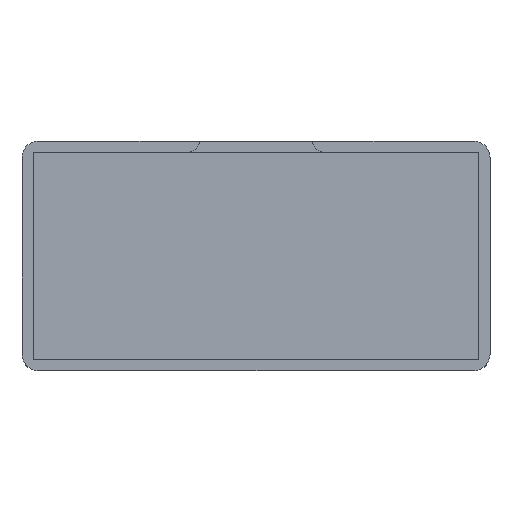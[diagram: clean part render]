
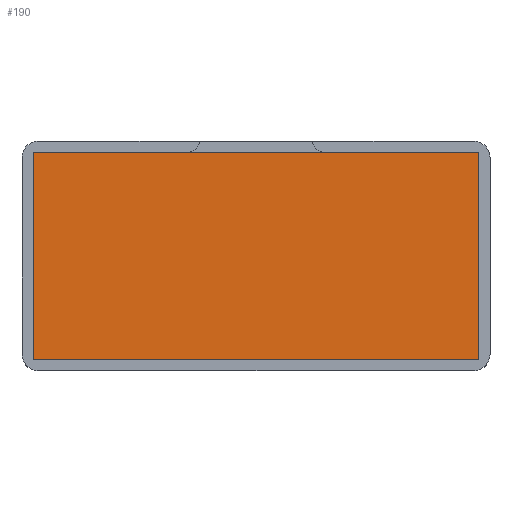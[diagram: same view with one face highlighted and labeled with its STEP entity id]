
A CAD part, top view. The second image highlights one B-rep face of the part: STEP entity #190.
In plain terms, the highlighted planar face has unit normal (0, 0, 1).
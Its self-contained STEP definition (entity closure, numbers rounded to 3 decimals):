
#63=CARTESIAN_POINT('Vertex',(40.25,-18.75,0.45)) ;
#77=CARTESIAN_POINT('Vertex',(40.25,18.75,0.45)) ;
#80=CARTESIAN_POINT('Line Origine',(40.25,0.,0.45)) ;
#160=CARTESIAN_POINT('Axis2P3D Location',(0.,0.,0.45)) ;
#165=CARTESIAN_POINT('Line Origine',(0.,18.75,0.45)) ;
#169=CARTESIAN_POINT('Vertex',(-40.25,18.75,0.45)) ;
#172=CARTESIAN_POINT('Line Origine',(-40.25,0.,0.45)) ;
#176=CARTESIAN_POINT('Vertex',(-40.25,-18.75,0.45)) ;
#179=CARTESIAN_POINT('Line Origine',(0.,-18.75,0.45)) ;
#81=DIRECTION('Vector Direction',(0.,-1.,0.)) ;
#161=DIRECTION('Axis2P3D Direction',(0.,0.,1.)) ;
#162=DIRECTION('Axis2P3D XDirection',(1.,0.,0.)) ;
#166=DIRECTION('Vector Direction',(1.,0.,0.)) ;
#173=DIRECTION('Vector Direction',(0.,1.,0.)) ;
#180=DIRECTION('Vector Direction',(-1.,0.,0.)) ;
#163=AXIS2_PLACEMENT_3D('Plane Axis2P3D',#160,#161,#162) ;
#185=ORIENTED_EDGE('',*,*,#171,.T.) ;
#186=ORIENTED_EDGE('',*,*,#178,.T.) ;
#187=ORIENTED_EDGE('',*,*,#183,.T.) ;
#188=ORIENTED_EDGE('',*,*,#84,.T.) ;
#82=VECTOR('Line Direction',#81,1.) ;
#167=VECTOR('Line Direction',#166,1.) ;
#174=VECTOR('Line Direction',#173,1.) ;
#181=VECTOR('Line Direction',#180,1.) ;
#190=ADVANCED_FACE('PartBody',(#189),#164,.T.) ;
#84=EDGE_CURVE('',#64,#78,#83,.F.) ;
#171=EDGE_CURVE('',#78,#170,#168,.F.) ;
#178=EDGE_CURVE('',#170,#177,#175,.F.) ;
#183=EDGE_CURVE('',#177,#64,#182,.F.) ;
#184=EDGE_LOOP('',(#185,#186,#187,#188)) ;
#189=FACE_OUTER_BOUND('',#184,.T.) ;
#83=LINE('Line',#80,#82) ;
#168=LINE('Line',#165,#167) ;
#175=LINE('Line',#172,#174) ;
#182=LINE('Line',#179,#181) ;
#164=PLANE('Plane',#163) ;
#64=VERTEX_POINT('',#63) ;
#78=VERTEX_POINT('',#77) ;
#170=VERTEX_POINT('',#169) ;
#177=VERTEX_POINT('',#176) ;
